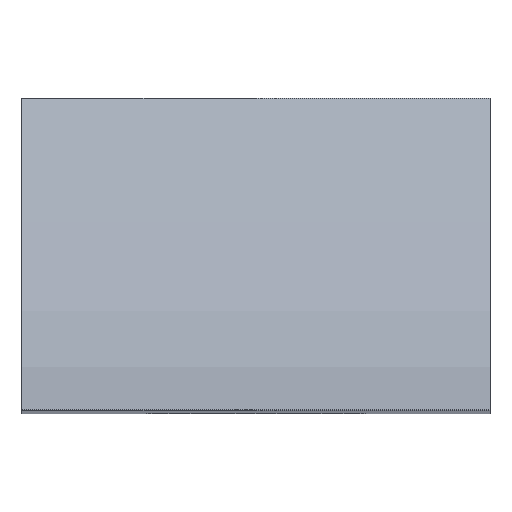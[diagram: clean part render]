
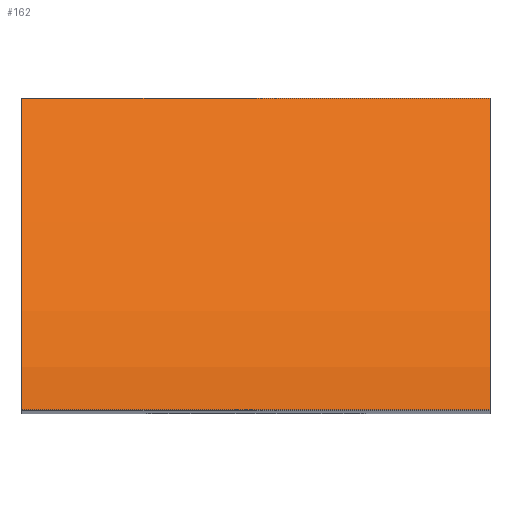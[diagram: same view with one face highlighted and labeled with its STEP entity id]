
A CAD part, top view. The second image highlights one B-rep face of the part: STEP entity #162.
In plain terms, the highlighted free-form (B-spline) face has degree [3, 1] with [4, 2] control points.
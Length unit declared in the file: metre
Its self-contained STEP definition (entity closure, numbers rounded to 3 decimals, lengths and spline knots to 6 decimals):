
#12=B_SPLINE_SURFACE_WITH_KNOTS('',3,1,((#273,#274),(#275,#276),(#277,#278),
(#279,#280)),.SURF_OF_LINEAR_EXTRUSION.,.F.,.F.,.F.,(4,4),(2,2),(0.,1.),
(0.,1.),.PIECEWISE_BEZIER_KNOTS.);
#19=B_SPLINE_CURVE_WITH_KNOTS('',2,(#236,#237,#238),.UNSPECIFIED.,.F.,.F.,
(3,3),(0.,1.),.PIECEWISE_BEZIER_KNOTS.);
#20=B_SPLINE_CURVE_WITH_KNOTS('',2,(#252,#253,#254),.UNSPECIFIED.,.F.,.F.,
(3,3),(0.,1.),.PIECEWISE_BEZIER_KNOTS.);
#55=ORIENTED_EDGE('',*,*,#77,.F.);
#56=ORIENTED_EDGE('',*,*,#62,.T.);
#57=ORIENTED_EDGE('',*,*,#75,.T.);
#58=ORIENTED_EDGE('',*,*,#69,.T.);
#62=EDGE_CURVE('',#82,#81,#19,.F.);
#69=EDGE_CURVE('',#87,#86,#20,.T.);
#75=EDGE_CURVE('',#81,#87,#102,.T.);
#77=EDGE_CURVE('',#82,#86,#104,.T.);
#81=VERTEX_POINT('',#235);
#82=VERTEX_POINT('',#239);
#86=VERTEX_POINT('',#251);
#87=VERTEX_POINT('',#255);
#102=LINE('',#268,#115);
#104=LINE('',#272,#117);
#115=VECTOR('',#220,1.);
#117=VECTOR('',#226,1.);
#132=EDGE_LOOP('',(#55,#56,#57,#58));
#147=FACE_BOUND('',#132,.T.);
#162=ADVANCED_FACE('',(#147),#12,.F.);
#220=DIRECTION('',(-1.,0.,0.));
#226=DIRECTION('',(-1.,0.,0.));
#235=CARTESIAN_POINT('',(-0.02843,0.018532,0.0485));
#236=CARTESIAN_POINT('',(-0.02843,0.018532,0.0485));
#237=CARTESIAN_POINT('',(-0.02843,0.015619,0.050084));
#238=CARTESIAN_POINT('',(-0.02843,0.01453,0.0525));
#239=CARTESIAN_POINT('',(-0.02843,0.01453,0.0525));
#251=CARTESIAN_POINT('',(-0.03443,0.01453,0.0525));
#252=CARTESIAN_POINT('',(-0.03443,0.018532,0.0485));
#253=CARTESIAN_POINT('',(-0.03443,0.015619,0.050084));
#254=CARTESIAN_POINT('',(-0.03443,0.01453,0.0525));
#255=CARTESIAN_POINT('',(-0.03443,0.018532,0.0485));
#268=CARTESIAN_POINT('',(-0.03143,0.018532,0.0485));
#272=CARTESIAN_POINT('',(-0.028428,0.01453,0.0525));
#273=CARTESIAN_POINT('',(-0.02843,0.018532,0.0485));
#274=CARTESIAN_POINT('',(-0.03443,0.018532,0.0485));
#275=CARTESIAN_POINT('',(-0.02843,0.01659,0.049556));
#276=CARTESIAN_POINT('',(-0.03443,0.01659,0.049556));
#277=CARTESIAN_POINT('',(-0.02843,0.015256,0.05089));
#278=CARTESIAN_POINT('',(-0.03443,0.015256,0.05089));
#279=CARTESIAN_POINT('',(-0.02843,0.01453,0.0525));
#280=CARTESIAN_POINT('',(-0.03443,0.01453,0.0525));
